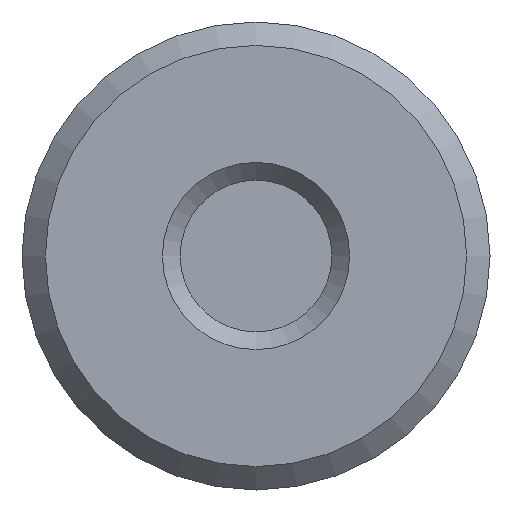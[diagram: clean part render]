
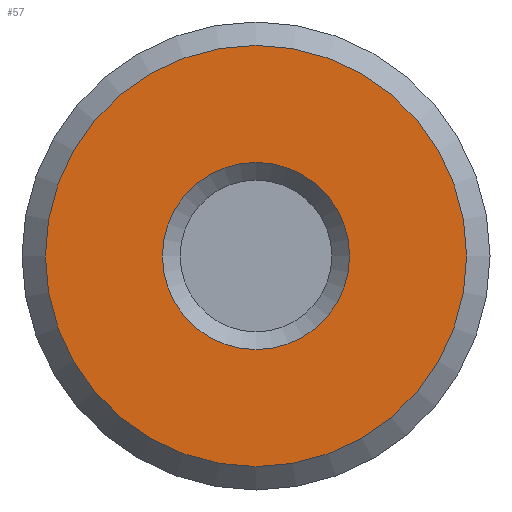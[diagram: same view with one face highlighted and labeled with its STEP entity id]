
A CAD part, front view. The second image highlights one B-rep face of the part: STEP entity #57.
In plain terms, the highlighted planar face has unit normal (0, -1, 0).
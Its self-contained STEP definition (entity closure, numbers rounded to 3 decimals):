
#57 = ADVANCED_FACE( '', ( #124, #125 ), #126, .F. );
#124 = FACE_BOUND( '', #197, .T. );
#125 = FACE_OUTER_BOUND( '', #198, .T. );
#126 = PLANE( '', #199 );
#197 = EDGE_LOOP( '', ( #280 ) );
#198 = EDGE_LOOP( '', ( #281 ) );
#199 = AXIS2_PLACEMENT_3D( '', #282, #283, #284 );
#280 = ORIENTED_EDGE( '', *, *, #352, .F. );
#281 = ORIENTED_EDGE( '', *, *, #353, .T. );
#282 = CARTESIAN_POINT( '', ( 4.5, 0., 0. ) );
#283 = DIRECTION( '', ( 0., 1., 0. ) );
#284 = DIRECTION( '', ( 0., 0., 1. ) );
#352 = EDGE_CURVE( '', #397, #397, #398, .T. );
#353 = EDGE_CURVE( '', #399, #399, #400, .T. );
#397 = VERTEX_POINT( '', #446 );
#398 = CIRCLE( '', #447, 2. );
#399 = VERTEX_POINT( '', #448 );
#400 = CIRCLE( '', #449, 4.5 );
#446 = CARTESIAN_POINT( '', ( 0., 0., -2. ) );
#447 = AXIS2_PLACEMENT_3D( '', #498, #499, #500 );
#448 = CARTESIAN_POINT( '', ( 0., 0., -4.5 ) );
#449 = AXIS2_PLACEMENT_3D( '', #501, #502, #503 );
#498 = CARTESIAN_POINT( '', ( 0., 0., 0. ) );
#499 = DIRECTION( '', ( 0., -1., 0. ) );
#500 = DIRECTION( '', ( 0., 0., -1. ) );
#501 = CARTESIAN_POINT( '', ( 0., 0., 0. ) );
#502 = DIRECTION( '', ( 0., -1., 0. ) );
#503 = DIRECTION( '', ( 0., 0., -1. ) );
